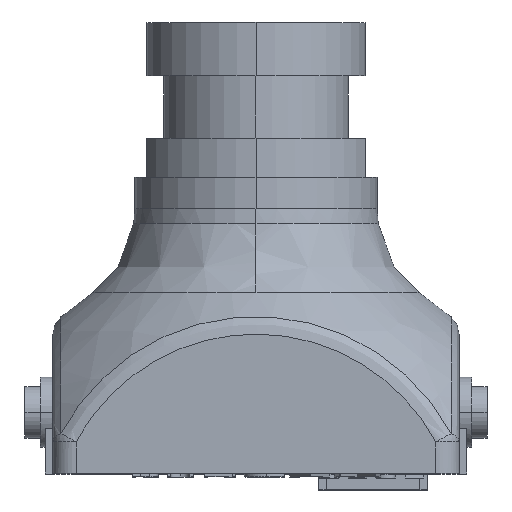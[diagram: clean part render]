
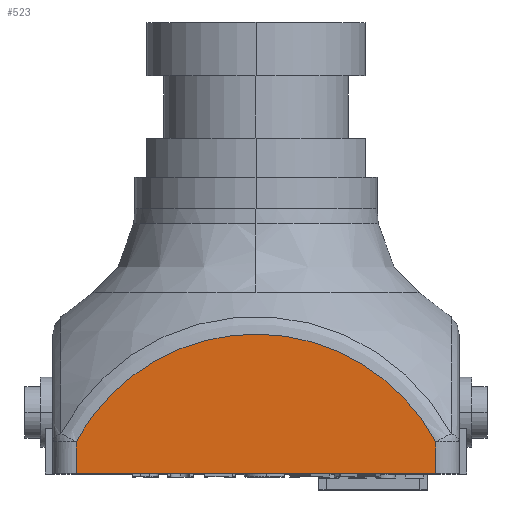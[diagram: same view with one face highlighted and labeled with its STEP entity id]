
A CAD part, top view. The second image highlights one B-rep face of the part: STEP entity #523.
In plain terms, the highlighted planar face has unit normal (0, 0, 1).
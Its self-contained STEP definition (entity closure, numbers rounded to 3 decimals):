
#127 = CARTESIAN_POINT ( 'NONE',  ( -7.713, 6.477, 13. ) ) ;
#523 = ADVANCED_FACE ( 'NONE', ( #5247 ), #11736, .T. ) ;
#1043 = CARTESIAN_POINT ( 'NONE',  ( 10.256, 4.035, 13. ) ) ;
#1091 = CARTESIAN_POINT ( 'NONE',  ( -10.256, 4.035, 13. ) ) ;
#1186 = VECTOR ( 'NONE', #3103, 1000. ) ;
#1188 = CARTESIAN_POINT ( 'NONE',  ( 11.5, 0., 13. ) ) ;
#1428 = ORIENTED_EDGE ( 'NONE', *, *, #9829, .T. ) ;
#2003 = CARTESIAN_POINT ( 'NONE',  ( 7.713, 6.477, 13. ) ) ;
#2047 = CARTESIAN_POINT ( 'NONE',  ( -11.5, 2.041, 13. ) ) ;
#2242 = AXIS2_PLACEMENT_3D ( 'NONE', #7340, #10800, #4125 ) ;
#2275 = VERTEX_POINT ( 'NONE', #11461 ) ;
#2807 = CARTESIAN_POINT ( 'NONE',  ( -11.5, 30.214, 13. ) ) ;
#2945 = CARTESIAN_POINT ( 'NONE',  ( 4.61, 8.152, 13. ) ) ;
#3103 = DIRECTION ( 'NONE',  ( -1., 0., 0. ) ) ;
#3209 = VERTEX_POINT ( 'NONE', #1188 ) ;
#3597 = EDGE_CURVE ( 'NONE', #11034, #2275, #11984, .T. ) ;
#3690 = LINE ( 'NONE', #11666, #1186 ) ;
#3849 = ORIENTED_EDGE ( 'NONE', *, *, #10899, .F. ) ;
#3901 = CARTESIAN_POINT ( 'NONE',  ( 1.174, 8.938, 13. ) ) ;
#4125 = DIRECTION ( 'NONE',  ( 1., 0., 0. ) ) ;
#4388 = CARTESIAN_POINT ( 'NONE',  ( 11.5, -2., 13. ) ) ;
#4596 = EDGE_LOOP ( 'NONE', ( #10622, #10942, #3849, #1428 ) ) ;
#4823 = CARTESIAN_POINT ( 'NONE',  ( 10.947, 3.078, 13. ) ) ;
#4864 = CARTESIAN_POINT ( 'NONE',  ( -2.346, 8.779, 13. ) ) ;
#5247 = FACE_OUTER_BOUND ( 'NONE', #4596, .T. ) ;
#5659 = VECTOR ( 'NONE', #10086, 1000. ) ;
#5781 = VECTOR ( 'NONE', #8513, 1000. ) ;
#5783 = CARTESIAN_POINT ( 'NONE',  ( 11.5, 2.041, 13. ) ) ;
#5826 = CARTESIAN_POINT ( 'NONE',  ( -5.696, 7.686, 13. ) ) ;
#6794 = CARTESIAN_POINT ( 'NONE',  ( -8.634, 5.739, 13. ) ) ;
#7340 = CARTESIAN_POINT ( 'NONE',  ( -13., -2., 13. ) ) ;
#7588 = VERTEX_POINT ( 'NONE', #11262 ) ;
#7697 = CARTESIAN_POINT ( 'NONE',  ( 8.634, 5.74, 13. ) ) ;
#7741 = CARTESIAN_POINT ( 'NONE',  ( -10.946, 3.079, 13. ) ) ;
#8106 = CARTESIAN_POINT ( 'NONE',  ( 11.5, 2.041, 13. ) ) ;
#8513 = DIRECTION ( 'NONE',  ( 0., 1., 0. ) ) ;
#8663 = CARTESIAN_POINT ( 'NONE',  ( 5.696, 7.687, 13. ) ) ;
#8924 = LINE ( 'NONE', #2807, #5781 ) ;
#9627 = CARTESIAN_POINT ( 'NONE',  ( 2.347, 8.779, 13. ) ) ;
#9829 = EDGE_CURVE ( 'NONE', #3209, #11034, #10551, .T. ) ;
#10086 = DIRECTION ( 'NONE',  ( 0., 1., 0. ) ) ;
#10551 = LINE ( 'NONE', #4388, #5659 ) ;
#10565 = CARTESIAN_POINT ( 'NONE',  ( -1.174, 8.938, 13. ) ) ;
#10622 = ORIENTED_EDGE ( 'NONE', *, *, #3597, .T. ) ;
#10800 = DIRECTION ( 'NONE',  ( 0., 0., 1. ) ) ;
#10899 = EDGE_CURVE ( 'NONE', #3209, #7588, #3690, .T. ) ;
#10942 = ORIENTED_EDGE ( 'NONE', *, *, #11288, .F. ) ;
#11034 = VERTEX_POINT ( 'NONE', #8106 ) ;
#11262 = CARTESIAN_POINT ( 'NONE',  ( -11.5, 0., 13. ) ) ;
#11288 = EDGE_CURVE ( 'NONE', #7588, #2275, #8924, .T. ) ;
#11461 = CARTESIAN_POINT ( 'NONE',  ( -11.5, 2.041, 13. ) ) ;
#11507 = CARTESIAN_POINT ( 'NONE',  ( -4.611, 8.152, 13. ) ) ;
#11666 = CARTESIAN_POINT ( 'NONE',  ( -18., 0., 13. ) ) ;
#11736 = PLANE ( 'NONE',  #2242 ) ;
#11984 = B_SPLINE_CURVE_WITH_KNOTS ( 'NONE', 3,
 ( #5783, #4823, #1043, #7697, #2003, #8663, #2945, #9627, #3901, #10565, #4864, #11507, #5826, #127, #6794, #1091, #7741, #2047 ),
 .UNSPECIFIED., .F., .F.,
 ( 4, 2, 2, 2, 2, 2, 2, 2, 4 ),
 ( 0., 0.125, 0.25, 0.375, 0.5, 0.625, 0.75, 0.875, 1. ),
 .UNSPECIFIED. ) ;
